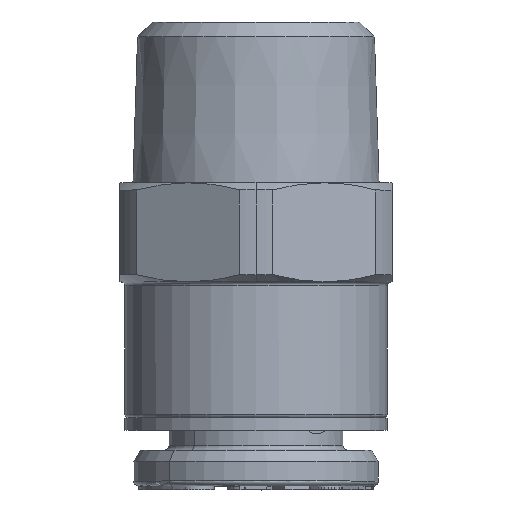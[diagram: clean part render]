
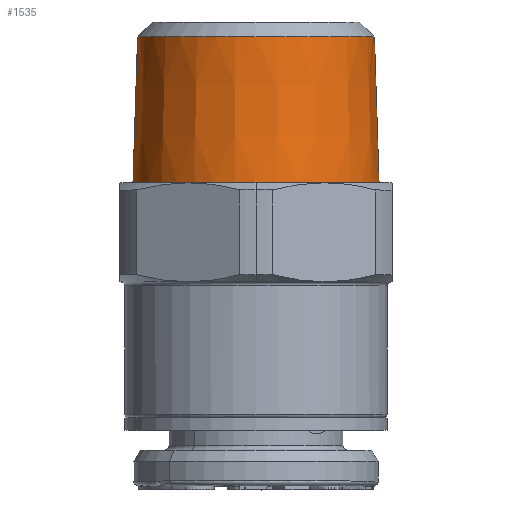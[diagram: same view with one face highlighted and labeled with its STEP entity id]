
A CAD part, top view. The second image highlights one B-rep face of the part: STEP entity #1535.
In plain terms, the highlighted conical face has half-angle 1.78 degrees and reference radius 4.881 mm.
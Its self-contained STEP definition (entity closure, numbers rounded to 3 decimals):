
#1535=ADVANCED_FACE('',(#3274),#3275,.T.);
#3274=FACE_OUTER_BOUND('',#6181,.T.);
#3275=CONICAL_SURFACE('',#6182,4.881,0.031);
#6181=EDGE_LOOP('',(#10990,#10991,#10992,#10993));
#6182=AXIS2_PLACEMENT_3D('',#10994,#10995,#10996);
#10990=ORIENTED_EDGE('',*,*,#14202,.T.);
#10991=ORIENTED_EDGE('',*,*,#14578,.T.);
#10992=ORIENTED_EDGE('',*,*,#14204,.T.);
#10993=ORIENTED_EDGE('',*,*,#13797,.F.);
#10994=CARTESIAN_POINT('',(0.0,6.95,0.0));
#10995=DIRECTION('',(-0.0,-1.0,0.0));
#10996=DIRECTION('',(-1.0,0.0,0.0));
#13797=EDGE_CURVE('',#16598,#16600,#16601,.T.);
#14202=EDGE_CURVE('',#16598,#17229,#17230,.T.);
#14204=EDGE_CURVE('',#17232,#16600,#17233,.T.);
#14578=EDGE_CURVE('',#17229,#17232,#17744,.T.);
#16598=VERTEX_POINT('',#20858);
#16600=VERTEX_POINT('',#20861);
#16601=CIRCLE('',#20862,4.789);
#17229=VERTEX_POINT('',#21886);
#17230=LINE('',#21887,#21888);
#17232=VERTEX_POINT('',#21890);
#17233=LINE('',#21891,#21892);
#17744=CIRCLE('',#22816,4.973);
#20858=CARTESIAN_POINT('',(-4.789,9.9,0.0));
#20861=CARTESIAN_POINT('',(4.789,9.9,0.));
#20862=AXIS2_PLACEMENT_3D('',#25379,#25380,#25381);
#21886=CARTESIAN_POINT('',(-4.973,4.0,0.0));
#21887=CARTESIAN_POINT('',(-4.881,6.95,0.));
#21888=VECTOR('',#25894,1.0);
#21890=CARTESIAN_POINT('',(4.973,4.0,0.));
#21891=CARTESIAN_POINT('',(4.881,6.95,0.));
#21892=VECTOR('',#25898,1.0);
#22816=AXIS2_PLACEMENT_3D('',#26331,#26332,#26333);
#25379=CARTESIAN_POINT('',(0.0,9.9,0.0));
#25380=DIRECTION('',(0.0,1.0,0.0));
#25381=DIRECTION('',(-1.0,0.0,0.0));
#25894=DIRECTION('',(-0.031,-1.,0.));
#25898=DIRECTION('',(-0.031,1.,0.));
#26331=CARTESIAN_POINT('',(0.0,4.0,0.0));
#26332=DIRECTION('',(0.0,1.0,0.0));
#26333=DIRECTION('',(-1.0,0.0,0.0));
